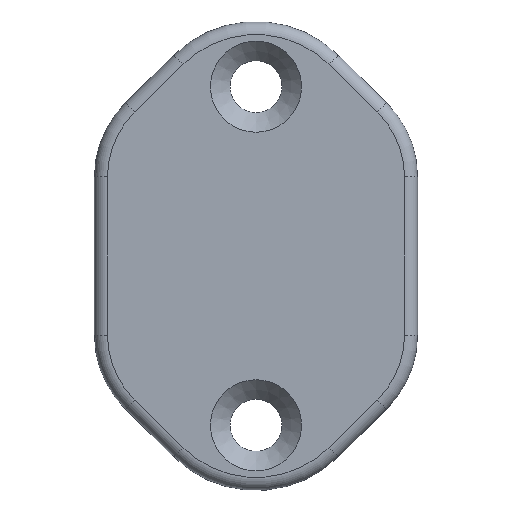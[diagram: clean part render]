
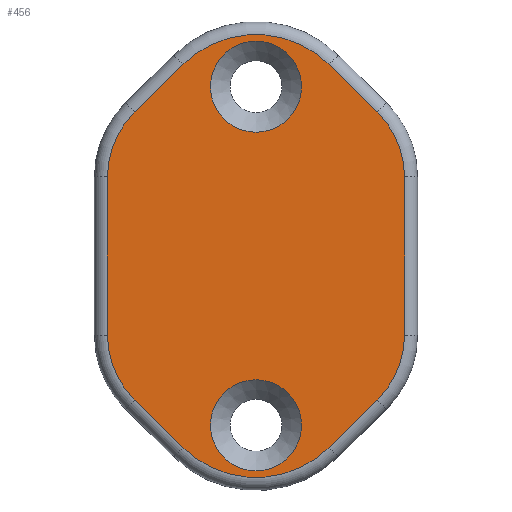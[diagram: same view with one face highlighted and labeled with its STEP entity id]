
A CAD part, front view. The second image highlights one B-rep face of the part: STEP entity #456.
In plain terms, the highlighted planar face has unit normal (0, -1, 0).
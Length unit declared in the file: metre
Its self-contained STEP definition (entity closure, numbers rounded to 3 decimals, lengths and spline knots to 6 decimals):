
#20=LINE('',#739,#50);
#21=LINE('',#744,#51);
#22=LINE('',#748,#52);
#23=LINE('',#752,#53);
#24=LINE('',#756,#54);
#25=LINE('',#760,#55);
#50=VECTOR('',#579,1.);
#51=VECTOR('',#582,1.);
#52=VECTOR('',#585,1.);
#53=VECTOR('',#588,1.);
#54=VECTOR('',#591,1.);
#55=VECTOR('',#594,1.);
#80=PLANE('',#503);
#92=ORIENTED_EDGE('',*,*,#224,.T.);
#93=ORIENTED_EDGE('',*,*,#225,.T.);
#94=ORIENTED_EDGE('',*,*,#226,.T.);
#95=ORIENTED_EDGE('',*,*,#227,.T.);
#96=ORIENTED_EDGE('',*,*,#228,.T.);
#97=ORIENTED_EDGE('',*,*,#229,.T.);
#98=ORIENTED_EDGE('',*,*,#230,.T.);
#99=ORIENTED_EDGE('',*,*,#231,.T.);
#100=ORIENTED_EDGE('',*,*,#232,.T.);
#101=ORIENTED_EDGE('',*,*,#233,.T.);
#102=ORIENTED_EDGE('',*,*,#234,.T.);
#103=ORIENTED_EDGE('',*,*,#235,.T.);
#104=ORIENTED_EDGE('',*,*,#236,.T.);
#105=ORIENTED_EDGE('',*,*,#237,.T.);
#224=EDGE_CURVE('',#290,#291,#20,.F.);
#225=EDGE_CURVE('',#291,#292,#332,.T.);
#226=EDGE_CURVE('',#292,#293,#21,.T.);
#227=EDGE_CURVE('',#293,#294,#333,.T.);
#228=EDGE_CURVE('',#294,#295,#22,.F.);
#229=EDGE_CURVE('',#295,#296,#334,.T.);
#230=EDGE_CURVE('',#296,#297,#23,.T.);
#231=EDGE_CURVE('',#297,#298,#335,.T.);
#232=EDGE_CURVE('',#298,#299,#24,.T.);
#233=EDGE_CURVE('',#299,#300,#336,.T.);
#234=EDGE_CURVE('',#300,#301,#25,.F.);
#235=EDGE_CURVE('',#301,#290,#337,.T.);
#236=EDGE_CURVE('',#302,#302,#338,.F.);
#237=EDGE_CURVE('',#303,#303,#339,.F.);
#290=VERTEX_POINT('',#740);
#291=VERTEX_POINT('',#741);
#292=VERTEX_POINT('',#743);
#293=VERTEX_POINT('',#745);
#294=VERTEX_POINT('',#747);
#295=VERTEX_POINT('',#749);
#296=VERTEX_POINT('',#751);
#297=VERTEX_POINT('',#753);
#298=VERTEX_POINT('',#755);
#299=VERTEX_POINT('',#757);
#300=VERTEX_POINT('',#759);
#301=VERTEX_POINT('',#761);
#302=VERTEX_POINT('',#764);
#303=VERTEX_POINT('',#766);
#332=CIRCLE('',#504,0.007);
#333=CIRCLE('',#505,0.008);
#334=CIRCLE('',#506,0.007);
#335=CIRCLE('',#507,0.007);
#336=CIRCLE('',#508,0.008);
#337=CIRCLE('',#509,0.007);
#338=CIRCLE('',#510,0.0035);
#339=CIRCLE('',#511,0.0035);
#368=EDGE_LOOP('',(#92,#93,#94,#95,#96,#97,#98,#99,#100,#101,#102,#103));
#369=EDGE_LOOP('',(#104));
#370=EDGE_LOOP('',(#105));
#406=FACE_BOUND('',#368,.T.);
#407=FACE_BOUND('',#369,.T.);
#408=FACE_BOUND('',#370,.T.);
#456=ADVANCED_FACE('',(#406,#407,#408),#80,.T.);
#503=AXIS2_PLACEMENT_3D('',#738,#577,#578);
#504=AXIS2_PLACEMENT_3D('',#742,#580,#581);
#505=AXIS2_PLACEMENT_3D('',#746,#583,#584);
#506=AXIS2_PLACEMENT_3D('',#750,#586,#587);
#507=AXIS2_PLACEMENT_3D('',#754,#589,#590);
#508=AXIS2_PLACEMENT_3D('',#758,#592,#593);
#509=AXIS2_PLACEMENT_3D('',#762,#595,#596);
#510=AXIS2_PLACEMENT_3D('',#763,#597,#598);
#511=AXIS2_PLACEMENT_3D('',#765,#599,#600);
#577=DIRECTION('',(0.,-1.,0.));
#578=DIRECTION('',(1.,0.,0.));
#579=DIRECTION('',(0.,0.,-1.));
#580=DIRECTION('',(0.,-1.,0.));
#581=DIRECTION('',(0.,0.,-1.));
#582=DIRECTION('',(-0.713,0.,0.702));
#583=DIRECTION('',(0.,-1.,0.));
#584=DIRECTION('',(0.,0.,-1.));
#585=DIRECTION('',(0.713,0.,0.702));
#586=DIRECTION('',(0.,-1.,0.));
#587=DIRECTION('',(0.,0.,-1.));
#588=DIRECTION('',(0.,0.,-1.));
#589=DIRECTION('',(0.,-1.,0.));
#590=DIRECTION('',(0.,0.,-1.));
#591=DIRECTION('',(0.713,0.,-0.702));
#592=DIRECTION('',(0.,-1.,0.));
#593=DIRECTION('',(0.,0.,-1.));
#594=DIRECTION('',(-0.713,0.,-0.702));
#595=DIRECTION('',(0.,-1.,0.));
#596=DIRECTION('',(0.,0.,-1.));
#597=DIRECTION('',(0.,-1.,0.));
#598=DIRECTION('',(0.,0.,-1.));
#599=DIRECTION('',(0.,-1.,0.));
#600=DIRECTION('',(0.,0.,-1.));
#738=CARTESIAN_POINT('',(-0.036311,-0.15488,-0.0015));
#739=CARTESIAN_POINT('',(-0.071635,-0.15488,-0.0015));
#740=CARTESIAN_POINT('',(-0.071635,-0.15488,-0.03705));
#741=CARTESIAN_POINT('',(-0.071635,-0.15488,-0.024914));
#742=CARTESIAN_POINT('',(-0.078635,-0.15488,-0.024914));
#743=CARTESIAN_POINT('',(-0.073724,-0.15488,-0.019925));
#744=CARTESIAN_POINT('',(-0.077427,-0.15488,-0.01628));
#745=CARTESIAN_POINT('',(-0.077427,-0.15488,-0.01628));
#746=CARTESIAN_POINT('',(-0.083039,-0.15488,-0.021982));
#747=CARTESIAN_POINT('',(-0.088651,-0.15488,-0.01628));
#748=CARTESIAN_POINT('',(-0.054679,-0.15488,0.01716));
#749=CARTESIAN_POINT('',(-0.092354,-0.15488,-0.019925));
#750=CARTESIAN_POINT('',(-0.087443,-0.15488,-0.024914));
#751=CARTESIAN_POINT('',(-0.094443,-0.15488,-0.024914));
#752=CARTESIAN_POINT('',(-0.094443,-0.15488,-0.03705));
#753=CARTESIAN_POINT('',(-0.094443,-0.15488,-0.03705));
#754=CARTESIAN_POINT('',(-0.087443,-0.15488,-0.03705));
#755=CARTESIAN_POINT('',(-0.092354,-0.15488,-0.042039));
#756=CARTESIAN_POINT('',(-0.088651,-0.15488,-0.045683));
#757=CARTESIAN_POINT('',(-0.088651,-0.15488,-0.045683));
#758=CARTESIAN_POINT('',(-0.083039,-0.15488,-0.039982));
#759=CARTESIAN_POINT('',(-0.077427,-0.15488,-0.045683));
#760=CARTESIAN_POINT('',(-0.034456,-0.15488,-0.003385));
#761=CARTESIAN_POINT('',(-0.073724,-0.15488,-0.042039));
#762=CARTESIAN_POINT('',(-0.078635,-0.15488,-0.03705));
#763=CARTESIAN_POINT('',(-0.083039,-0.15488,-0.043982));
#764=CARTESIAN_POINT('',(-0.083039,-0.15488,-0.047482));
#765=CARTESIAN_POINT('',(-0.083039,-0.15488,-0.017982));
#766=CARTESIAN_POINT('',(-0.083039,-0.15488,-0.021482));
